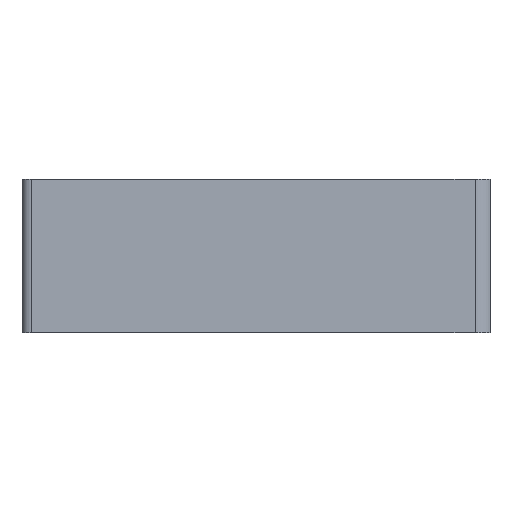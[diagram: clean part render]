
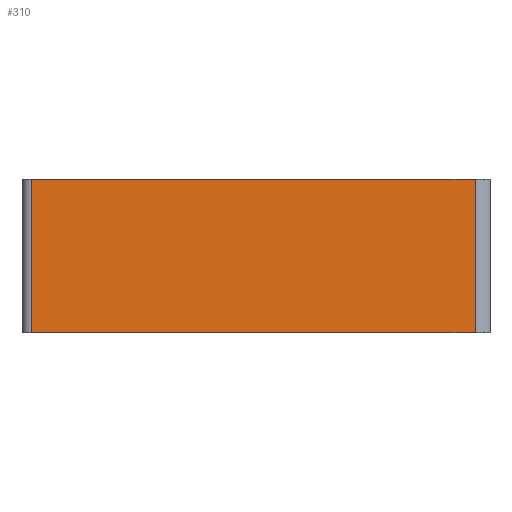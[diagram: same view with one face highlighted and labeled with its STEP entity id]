
A CAD part, front view. The second image highlights one B-rep face of the part: STEP entity #310.
In plain terms, the highlighted planar face has unit normal (0.052, -0.999, 0).
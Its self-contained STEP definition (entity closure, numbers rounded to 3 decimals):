
#25 = CARTESIAN_POINT ( 'NONE',  ( 1.094, -56.548, -15. ) ) ;
#36 = VECTOR ( 'NONE', #669, 1000. ) ;
#53 = EDGE_CURVE ( 'NONE', #542, #550, #109, .T. ) ;
#55 = EDGE_CURVE ( 'NONE', #542, #504, #350, .T. ) ;
#62 = EDGE_CURVE ( 'NONE', #550, #238, #594, .T. ) ;
#65 = CARTESIAN_POINT ( 'NONE',  ( 1.094, -56.548, 15. ) ) ;
#91 = EDGE_CURVE ( 'NONE', #504, #238, #724, .T. ) ;
#102 = DIRECTION ( 'NONE',  ( 0., 0., -1. ) ) ;
#105 = CARTESIAN_POINT ( 'NONE',  ( 87.476, -52.02, 15. ) ) ;
#109 = LINE ( 'NONE', #115, #616 ) ;
#115 = CARTESIAN_POINT ( 'NONE',  ( 87.476, -52.02, 15. ) ) ;
#134 = CARTESIAN_POINT ( 'NONE',  ( 87.476, -52.02, -15. ) ) ;
#144 = ORIENTED_EDGE ( 'NONE', *, *, #55, .T. ) ;
#238 = VERTEX_POINT ( 'NONE', #760 ) ;
#265 = VECTOR ( 'NONE', #287, 1000. ) ;
#274 = CARTESIAN_POINT ( 'NONE',  ( 1.094, -56.548, 15. ) ) ;
#287 = DIRECTION ( 'NONE',  ( 0., 0., -1. ) ) ;
#293 = CARTESIAN_POINT ( 'NONE',  ( 1.094, -56.548, 15. ) ) ;
#310 = ADVANCED_FACE ( 'NONE', ( #606 ), #763, .T. ) ;
#319 = DIRECTION ( 'NONE',  ( -0.999, -0.052, 0. ) ) ;
#337 = ORIENTED_EDGE ( 'NONE', *, *, #91, .T. ) ;
#350 = LINE ( 'NONE', #823, #621 ) ;
#443 = EDGE_LOOP ( 'NONE', ( #525, #662, #144, #337 ) ) ;
#481 = AXIS2_PLACEMENT_3D ( 'NONE', #274, #526, #529 ) ;
#504 = VERTEX_POINT ( 'NONE', #65 ) ;
#525 = ORIENTED_EDGE ( 'NONE', *, *, #62, .F. ) ;
#526 = DIRECTION ( 'NONE',  ( 0.052, -0.999, 0. ) ) ;
#529 = DIRECTION ( 'NONE',  ( 0.999, 0.052, 0. ) ) ;
#542 = VERTEX_POINT ( 'NONE', #105 ) ;
#550 = VERTEX_POINT ( 'NONE', #134 ) ;
#594 = LINE ( 'NONE', #25, #36 ) ;
#606 = FACE_OUTER_BOUND ( 'NONE', #443, .T. ) ;
#616 = VECTOR ( 'NONE', #102, 1000. ) ;
#621 = VECTOR ( 'NONE', #319, 1000. ) ;
#662 = ORIENTED_EDGE ( 'NONE', *, *, #53, .F. ) ;
#669 = DIRECTION ( 'NONE',  ( -0.999, -0.052, 0. ) ) ;
#724 = LINE ( 'NONE', #293, #265 ) ;
#760 = CARTESIAN_POINT ( 'NONE',  ( 1.094, -56.548, -15. ) ) ;
#763 = PLANE ( 'NONE',  #481 ) ;
#823 = CARTESIAN_POINT ( 'NONE',  ( 1.094, -56.548, 15. ) ) ;
